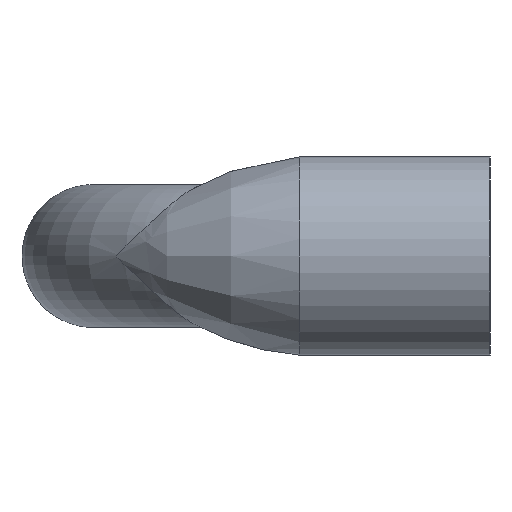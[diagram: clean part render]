
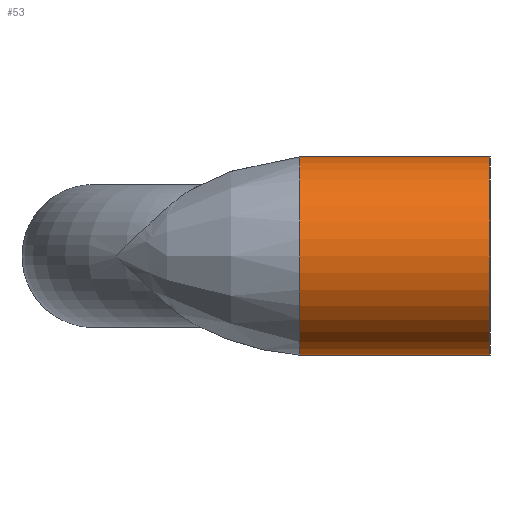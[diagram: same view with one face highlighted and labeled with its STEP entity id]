
A CAD part, left-side view. The second image highlights one B-rep face of the part: STEP entity #53.
In plain terms, the highlighted cylindrical face has radius 12.5 mm (diameter 25 mm), a full revolution.
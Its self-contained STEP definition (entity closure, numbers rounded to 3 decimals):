
#53 = ADVANCED_FACE( '', ( #114, #115 ), #116, .T. );
#114 = FACE_OUTER_BOUND( '', #215, .T. );
#115 = FACE_OUTER_BOUND( '', #216, .T. );
#116 = CYLINDRICAL_SURFACE( '', #217, 12.5 );
#215 = EDGE_LOOP( '', ( #321 ) );
#216 = EDGE_LOOP( '', ( #322 ) );
#217 = AXIS2_PLACEMENT_3D( '', #323, #324, #325 );
#321 = ORIENTED_EDGE( '', *, *, #386, .F. );
#322 = ORIENTED_EDGE( '', *, *, #379, .T. );
#323 = CARTESIAN_POINT( '', ( 0., 0., 0. ) );
#324 = DIRECTION( '', ( 0., 1., 0. ) );
#325 = DIRECTION( '', ( 0., 0., -1. ) );
#379 = EDGE_CURVE( '', #417, #417, #418, .T. );
#386 = EDGE_CURVE( '', #426, #426, #427, .T. );
#417 = VERTEX_POINT( '', #635 );
#418 = CIRCLE( '', #636, 12.5 );
#426 = VERTEX_POINT( '', #644 );
#427 = CIRCLE( '', #645, 12.5 );
#635 = CARTESIAN_POINT( '', ( 0., 24., -12.5 ) );
#636 = AXIS2_PLACEMENT_3D( '', #796, #797, #798 );
#644 = CARTESIAN_POINT( '', ( 0., 0., -12.5 ) );
#645 = AXIS2_PLACEMENT_3D( '', #805, #806, #807 );
#796 = CARTESIAN_POINT( '', ( 0., 24., 0. ) );
#797 = DIRECTION( '', ( 0., -1., 0. ) );
#798 = DIRECTION( '', ( 0., 0., -1. ) );
#805 = CARTESIAN_POINT( '', ( 0., 0., 0. ) );
#806 = DIRECTION( '', ( 0., -1., 0. ) );
#807 = DIRECTION( '', ( 0., 0., -1. ) );
